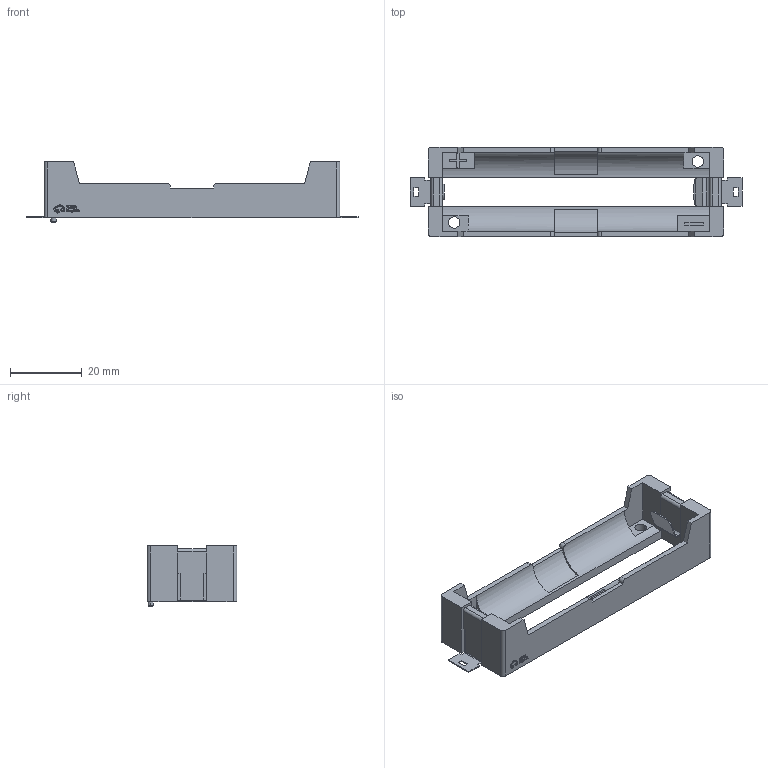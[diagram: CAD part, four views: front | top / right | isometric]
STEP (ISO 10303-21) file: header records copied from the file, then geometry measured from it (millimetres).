
FILE_DESCRIPTION (( 'STEP AP214' ), '1' );
FILE_NAME ('BAT-SMD_L82.5-W25-BH-21700-B1BJ001.STEP', '2024-06-11T10:09:29', ( '' ), ( '' ), 'SwSTEP 2.0', 'SolidWorks 2021', '' );
FILE_SCHEMA (( 'AUTOMOTIVE_DESIGN' ));
Length unit declared in the file: millimetre
Products named in the file (1): BAT-SMD_L82.5-W25-BH-21700-B1BJ001
Bounding box: 92.6 x 25.01 x 16.8 mm (x, y, z)
Volume: 9024 mm3; surface area: 8547.2 mm2
Topology: 16 solids, 16 shells, 396 faces, 1077 edges, 716 vertices
Faces by surface type: plane 254, bspline 98, cylinder 40, cone 4
Entity records: 17464 total; most frequent: CARTESIAN_POINT 3528, ORIENTED_EDGE 2154, DIRECTION 1561, EDGE_CURVE 1077, VECTOR 783, LINE 783, VERTEX_POINT 716, EDGE_LOOP 421
